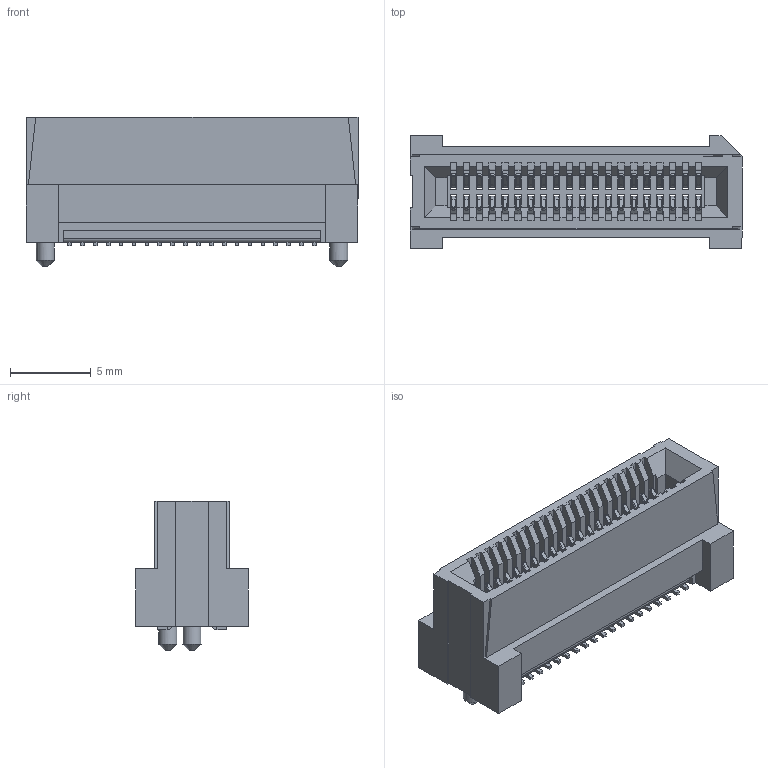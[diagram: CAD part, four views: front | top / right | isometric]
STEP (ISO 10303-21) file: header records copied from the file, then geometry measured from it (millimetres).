
FILE_DESCRIPTION(/* description */ (''),/* implementation_level */ '2;1');
FILE_NAME(/* name */ '1280-40-1-xx.stp',/* time_stamp */ '2017-01-27T11:01:52+01:00',/* author */ ('andreas.larin'),/* organization */ (''),/* preprocessor_version */ 'ST-DEVELOPER v15.6',/* originating_system */ 'Autodesk Inventor 2015',/* authorisation */ '');
FILE_SCHEMA (('AUTOMOTIVE_DESIGN { 1 0 10303 214 3 1 1 }'));
Length unit declared in the file: millimetre
Products named in the file (3): 1280 Contact; Baugruppe3; 1280-40-1-xx
Bounding box: 20.6 x 7 x 9.3 mm (x, y, z)
Volume: 479.6 mm3; surface area: 1815 mm2
Topology: 41 solids, 121 shells, 4867 faces, 12013 edges, 7153 vertices
Faces by surface type: plane 3139, cylinder 1086, torus 320, bspline 320, cone 2
Full cylindrical faces by diameter (mm): 1.12 x2, 1.5 x2
Entity records: 31897 total; most frequent: CARTESIAN_POINT 6105, ORIENTED_EDGE 5680, DIRECTION 4856, EDGE_CURVE 2838, LINE 2724, VECTOR 2724, VERTEX_POINT 1845, AXIS2_PLACEMENT_3D 1066
